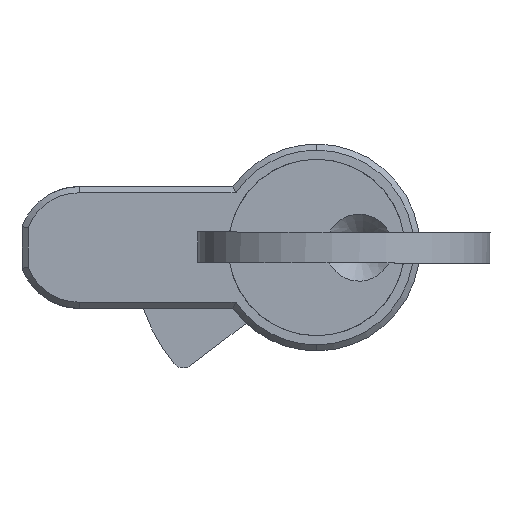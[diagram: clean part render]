
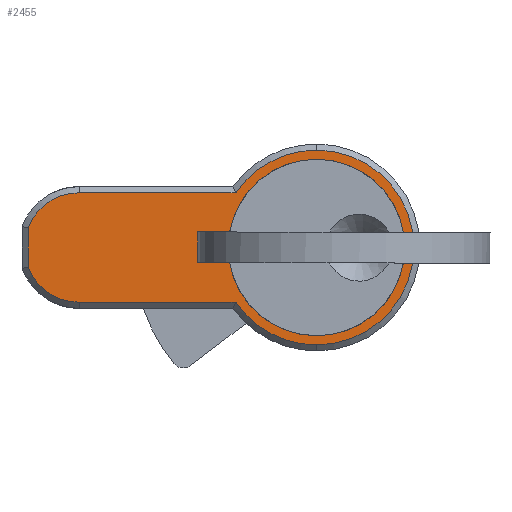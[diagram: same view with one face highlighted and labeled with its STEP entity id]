
A CAD part, left-side view. The second image highlights one B-rep face of the part: STEP entity #2455.
In plain terms, the highlighted planar face has unit normal (-1, 0, 0).
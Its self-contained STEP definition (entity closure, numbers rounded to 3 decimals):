
#56 = CIRCLE ( 'NONE', #3355, 8. ) ;
#118 = VERTEX_POINT ( 'NONE', #1918 ) ;
#162 = LINE ( 'NONE', #5461, #1360 ) ;
#292 = CIRCLE ( 'NONE', #5374, 8. ) ;
#349 = CARTESIAN_POINT ( 'NONE',  ( 0., 6.614, -4.5 ) ) ;
#535 = PLANE ( 'NONE',  #2268 ) ;
#560 = AXIS2_PLACEMENT_3D ( 'NONE', #2014, #5122, #6365 ) ;
#592 = CARTESIAN_POINT ( 'NONE',  ( 0., 19.5, 4.5 ) ) ;
#622 = VERTEX_POINT ( 'NONE', #1996 ) ;
#667 = ORIENTED_EDGE ( 'NONE', *, *, #5571, .T. ) ;
#765 = DIRECTION ( 'NONE',  ( -1., 0., 0. ) ) ;
#949 = CARTESIAN_POINT ( 'NONE',  ( 0., 6.614, 4.5 ) ) ;
#971 = EDGE_CURVE ( 'NONE', #3607, #1433, #1511, .T. ) ;
#996 = CARTESIAN_POINT ( 'NONE',  ( 0., 0., -4.5 ) ) ;
#1026 = DIRECTION ( 'NONE',  ( -1., 0., 0. ) ) ;
#1035 = DIRECTION ( 'NONE',  ( 0., 0., -1. ) ) ;
#1079 = EDGE_LOOP ( 'NONE', ( #1788, #3779 ) ) ;
#1170 = DIRECTION ( 'NONE',  ( -1., 0., 0. ) ) ;
#1185 = ORIENTED_EDGE ( 'NONE', *, *, #5442, .T. ) ;
#1256 = CARTESIAN_POINT ( 'NONE',  ( 0., 0., 8. ) ) ;
#1292 = AXIS2_PLACEMENT_3D ( 'NONE', #1613, #5213, #2143 ) ;
#1360 = VECTOR ( 'NONE', #4436, 1000. ) ;
#1433 = VERTEX_POINT ( 'NONE', #5675 ) ;
#1511 = CIRCLE ( 'NONE', #560, 7.25 ) ;
#1613 = CARTESIAN_POINT ( 'NONE',  ( 0., 19.5, 0. ) ) ;
#1635 = EDGE_CURVE ( 'NONE', #3732, #5407, #56, .T. ) ;
#1788 = ORIENTED_EDGE ( 'NONE', *, *, #971, .F. ) ;
#1807 = FACE_OUTER_BOUND ( 'NONE', #5954, .T. ) ;
#1838 = CARTESIAN_POINT ( 'NONE',  ( 0., 0., 0. ) ) ;
#1918 = CARTESIAN_POINT ( 'NONE',  ( 0., 23.7, -1.616 ) ) ;
#1996 = CARTESIAN_POINT ( 'NONE',  ( 0., 19.5, -4.5 ) ) ;
#2014 = CARTESIAN_POINT ( 'NONE',  ( 0., 0., 0. ) ) ;
#2143 = DIRECTION ( 'NONE',  ( 0., 0., -1. ) ) ;
#2268 = AXIS2_PLACEMENT_3D ( 'NONE', #5923, #2539, #1035 ) ;
#2337 = DIRECTION ( 'NONE',  ( 0., 0., -1. ) ) ;
#2455 = ADVANCED_FACE ( 'NONE', ( #1807, #4395 ), #535, .F. ) ;
#2461 = CARTESIAN_POINT ( 'NONE',  ( 0., 23.7, 0. ) ) ;
#2470 = AXIS2_PLACEMENT_3D ( 'NONE', #3825, #765, #4362 ) ;
#2539 = DIRECTION ( 'NONE',  ( 1., 0., 0. ) ) ;
#2646 = EDGE_CURVE ( 'NONE', #6314, #4764, #292, .T. ) ;
#2775 = EDGE_CURVE ( 'NONE', #1433, #3607, #3736, .T. ) ;
#3026 = DIRECTION ( 'NONE',  ( -1., 0., 0. ) ) ;
#3226 = LINE ( 'NONE', #996, #5825 ) ;
#3355 = AXIS2_PLACEMENT_3D ( 'NONE', #1838, #5440, #2337 ) ;
#3531 = DIRECTION ( 'NONE',  ( 0., -1., 0. ) ) ;
#3607 = VERTEX_POINT ( 'NONE', #3675 ) ;
#3675 = CARTESIAN_POINT ( 'NONE',  ( 0., 0., 7.25 ) ) ;
#3710 = VECTOR ( 'NONE', #4589, 1000. ) ;
#3732 = VERTEX_POINT ( 'NONE', #1256 ) ;
#3736 = CIRCLE ( 'NONE', #2470, 7.25 ) ;
#3752 = ORIENTED_EDGE ( 'NONE', *, *, #5091, .T. ) ;
#3779 = ORIENTED_EDGE ( 'NONE', *, *, #2775, .F. ) ;
#3785 = CIRCLE ( 'NONE', #1292, 4.5 ) ;
#3825 = CARTESIAN_POINT ( 'NONE',  ( 0., 0., 0. ) ) ;
#3876 = CIRCLE ( 'NONE', #4186, 4.5 ) ;
#3909 = EDGE_CURVE ( 'NONE', #5407, #5234, #162, .T. ) ;
#4021 = CARTESIAN_POINT ( 'NONE',  ( 0., 23.7, 1.616 ) ) ;
#4098 = CARTESIAN_POINT ( 'NONE',  ( 0., 19.5, 0. ) ) ;
#4186 = AXIS2_PLACEMENT_3D ( 'NONE', #4098, #1026, #4627 ) ;
#4253 = CARTESIAN_POINT ( 'NONE',  ( 0., 0., 0. ) ) ;
#4362 = DIRECTION ( 'NONE',  ( 0., 0., 1. ) ) ;
#4395 = FACE_BOUND ( 'NONE', #1079, .T. ) ;
#4436 = DIRECTION ( 'NONE',  ( 0., 1., 0. ) ) ;
#4543 = AXIS2_PLACEMENT_3D ( 'NONE', #6149, #3026, #6664 ) ;
#4589 = DIRECTION ( 'NONE',  ( 0., 0., -1. ) ) ;
#4598 = ORIENTED_EDGE ( 'NONE', *, *, #5422, .T. ) ;
#4627 = DIRECTION ( 'NONE',  ( 0., 0., -1. ) ) ;
#4764 = VERTEX_POINT ( 'NONE', #5194 ) ;
#4770 = DIRECTION ( 'NONE',  ( 0., 0., -1. ) ) ;
#5091 = EDGE_CURVE ( 'NONE', #6396, #118, #6658, .T. ) ;
#5122 = DIRECTION ( 'NONE',  ( -1., 0., 0. ) ) ;
#5171 = EDGE_CURVE ( 'NONE', #5234, #6396, #3876, .T. ) ;
#5194 = CARTESIAN_POINT ( 'NONE',  ( 0., 0., -8. ) ) ;
#5213 = DIRECTION ( 'NONE',  ( -1., 0., 0. ) ) ;
#5234 = VERTEX_POINT ( 'NONE', #592 ) ;
#5250 = CIRCLE ( 'NONE', #4543, 8. ) ;
#5374 = AXIS2_PLACEMENT_3D ( 'NONE', #4253, #1170, #4770 ) ;
#5407 = VERTEX_POINT ( 'NONE', #949 ) ;
#5422 = EDGE_CURVE ( 'NONE', #4764, #3732, #5250, .T. ) ;
#5440 = DIRECTION ( 'NONE',  ( -1., 0., 0. ) ) ;
#5442 = EDGE_CURVE ( 'NONE', #622, #6314, #3226, .T. ) ;
#5461 = CARTESIAN_POINT ( 'NONE',  ( 0., 0., 4.5 ) ) ;
#5571 = EDGE_CURVE ( 'NONE', #118, #622, #3785, .T. ) ;
#5675 = CARTESIAN_POINT ( 'NONE',  ( 0., 0., -7.25 ) ) ;
#5825 = VECTOR ( 'NONE', #3531, 1000. ) ;
#5865 = ORIENTED_EDGE ( 'NONE', *, *, #5171, .T. ) ;
#5870 = ORIENTED_EDGE ( 'NONE', *, *, #2646, .T. ) ;
#5923 = CARTESIAN_POINT ( 'NONE',  ( 0., 0., 0. ) ) ;
#5954 = EDGE_LOOP ( 'NONE', ( #5870, #4598, #6168, #6228, #5865, #3752, #667, #1185 ) ) ;
#6149 = CARTESIAN_POINT ( 'NONE',  ( 0., 0., 0. ) ) ;
#6168 = ORIENTED_EDGE ( 'NONE', *, *, #1635, .T. ) ;
#6228 = ORIENTED_EDGE ( 'NONE', *, *, #3909, .T. ) ;
#6314 = VERTEX_POINT ( 'NONE', #349 ) ;
#6365 = DIRECTION ( 'NONE',  ( 0., 0., 1. ) ) ;
#6396 = VERTEX_POINT ( 'NONE', #4021 ) ;
#6658 = LINE ( 'NONE', #2461, #3710 ) ;
#6664 = DIRECTION ( 'NONE',  ( 0., 0., -1. ) ) ;
